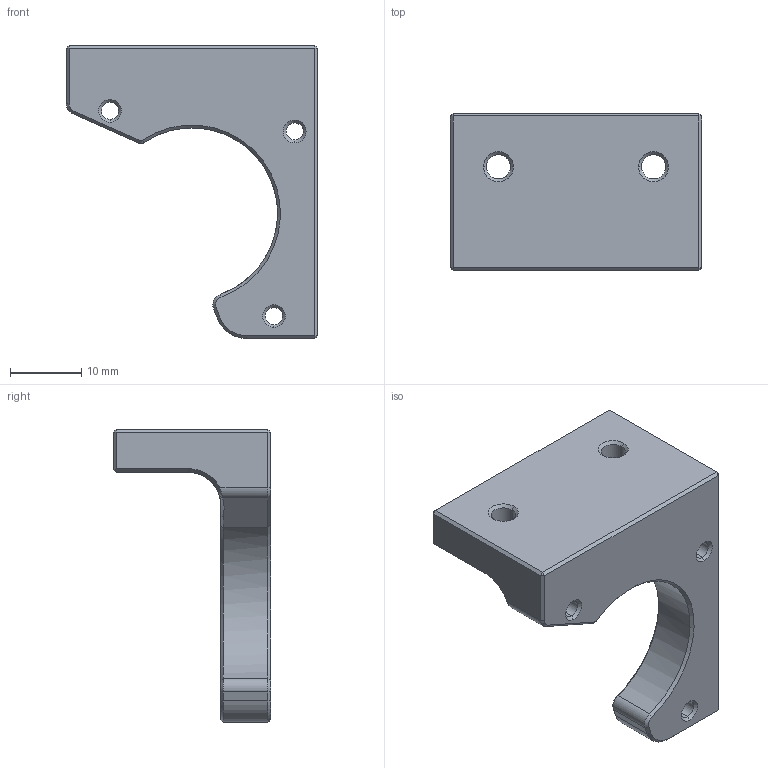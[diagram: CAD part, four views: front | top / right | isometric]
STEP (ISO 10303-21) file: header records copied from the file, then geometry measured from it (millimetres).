
FILE_DESCRIPTION (( 'STEP AP214' ), '1' );
FILE_NAME ('longboi_alt_z_motor_mount.STEP', '2021-08-22T00:26:37', ( '' ), ( '' ), 'SwSTEP 2.0', 'SolidWorks 2021', '' );
FILE_SCHEMA (( 'AUTOMOTIVE_DESIGN' ));
Length unit declared in the file: millimetre
Products named in the file (1): longboi_alt_z_motor_mount
Bounding box: 35.2 x 22 x 41 mm (x, y, z)
Volume: 7830.2 mm3; surface area: 3762.5 mm2
Topology: 1 solids, 1 shells, 89 faces, 220 edges, 126 vertices
Faces by surface type: plane 39, cone 23, cylinder 19, bspline 8
Entity records: 3110 total; most frequent: CARTESIAN_POINT 1048, ORIENTED_EDGE 428, DIRECTION 410, EDGE_CURVE 214, AXIS2_PLACEMENT_3D 145, VERTEX_POINT 126, LINE 120, VECTOR 120
